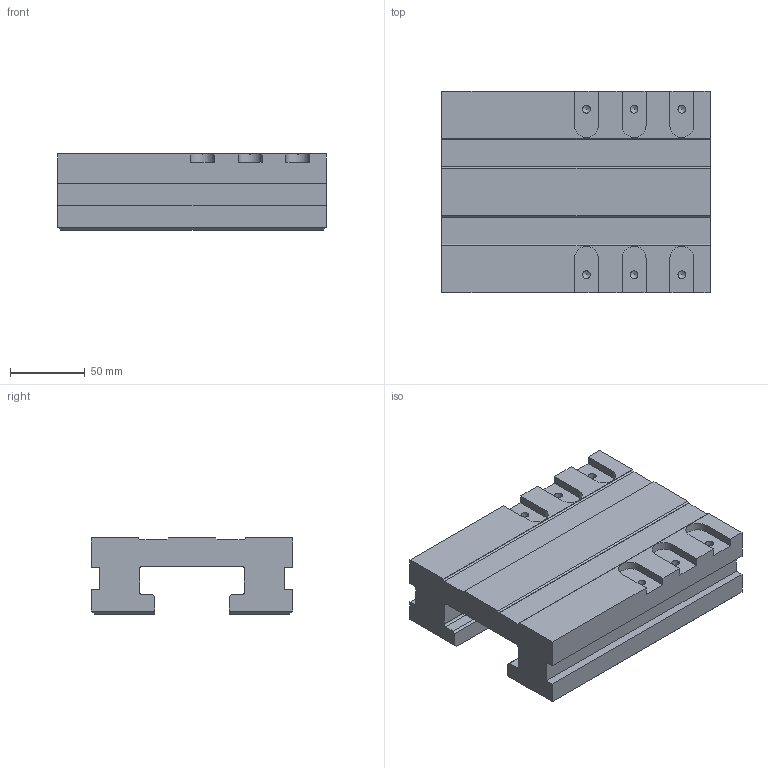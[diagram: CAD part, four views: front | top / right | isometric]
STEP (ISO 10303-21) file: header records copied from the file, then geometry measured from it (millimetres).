
FILE_DESCRIPTION(/* description */ (''),/* implementation_level */ '2;1');
FILE_NAME(/* name */ '1502211_Prolongador.stp',/* time_stamp */ '2015-01-26T08:28:58+01:00',/* author */ (''),/* organization */ (''),/* preprocessor_version */ 'ST-DEVELOPER v15',/* originating_system */ 'SIEMENS PLM Software NX 9.0',/* authorisation */ '');
FILE_SCHEMA (('CONFIG_CONTROL_DESIGN'));
Length unit declared in the file: millimetre
Products named in the file (1): 301502211 Prolongador mordazas
Bounding box: 180 x 135 x 51 mm (x, y, z)
Volume: 819716.3 mm3; surface area: 102051.4 mm2
Topology: 1 solids, 1 shells, 88 faces, 254 edges, 168 vertices
Faces by surface type: plane 60, cylinder 16, cone 6, sphere 6
Full cylindrical faces by diameter (mm): 5.188 x6
Entity records: 2720 total; most frequent: CARTESIAN_POINT 463, ORIENTED_EDGE 436, DIRECTION 434, EDGE_CURVE 218, LINE 180, VECTOR 180, VERTEX_POINT 156, AXIS2_PLACEMENT_3D 127
